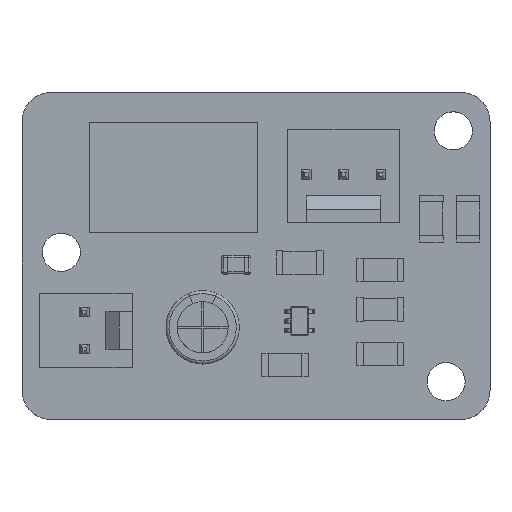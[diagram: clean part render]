
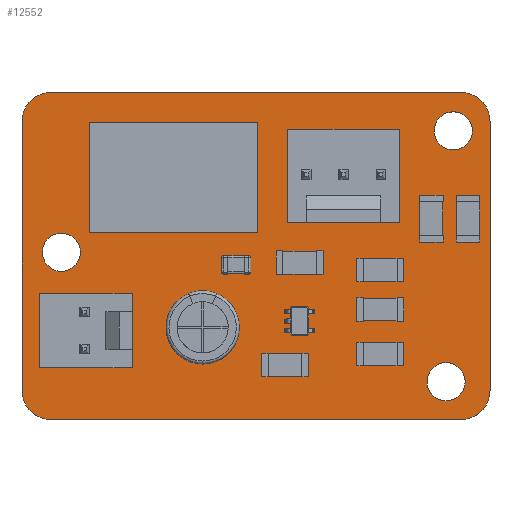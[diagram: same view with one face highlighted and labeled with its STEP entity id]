
A CAD part, top view. The second image highlights one B-rep face of the part: STEP entity #12552.
In plain terms, the highlighted planar face has unit normal (0, 0, 1).
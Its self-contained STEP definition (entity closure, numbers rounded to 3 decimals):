
#12260 = VERTEX_POINT('',#12261);
#12261 = CARTESIAN_POINT('',(93.,-39.37,1.6));
#12267 = EDGE_CURVE('',#12260,#12268,#12270,.T.);
#12268 = VERTEX_POINT('',#12269);
#12269 = CARTESIAN_POINT('',(95.,-41.37,1.6));
#12270 = CIRCLE('',#12271,2.);
#12271 = AXIS2_PLACEMENT_3D('',#12272,#12273,#12274);
#12272 = CARTESIAN_POINT('',(93.,-41.37,1.6));
#12273 = DIRECTION('',(0.,0.,-1.));
#12274 = DIRECTION('',(0.,1.,0.));
#12302 = VERTEX_POINT('',#12303);
#12303 = CARTESIAN_POINT('',(65.043,-39.37,1.6));
#12309 = EDGE_CURVE('',#12302,#12260,#12310,.T.);
#12310 = LINE('',#12311,#12312);
#12311 = CARTESIAN_POINT('',(65.043,-39.37,1.6));
#12312 = VECTOR('',#12313,1.);
#12313 = DIRECTION('',(1.,0.,0.));
#12331 = EDGE_CURVE('',#12268,#12332,#12334,.T.);
#12332 = VERTEX_POINT('',#12333);
#12333 = CARTESIAN_POINT('',(95.,-59.722,1.6));
#12334 = LINE('',#12335,#12336);
#12335 = CARTESIAN_POINT('',(95.,-41.37,1.6));
#12336 = VECTOR('',#12337,1.);
#12337 = DIRECTION('',(0.,-1.,0.));
#12552 = ADVANCED_FACE('',(#12553,#12599,#12610,#12621,#12632,#12643,
    #12654,#12665,#12676,#12687,#12698,#12709,#12720,#12731),#12742,.F.
  );
#12553 = FACE_BOUND('',#12554,.F.);
#12554 = EDGE_LOOP('',(#12555,#12556,#12557,#12566,#12574,#12583,#12591,
    #12598));
#12555 = ORIENTED_EDGE('',*,*,#12267,.T.);
#12556 = ORIENTED_EDGE('',*,*,#12331,.T.);
#12557 = ORIENTED_EDGE('',*,*,#12558,.T.);
#12558 = EDGE_CURVE('',#12332,#12559,#12561,.T.);
#12559 = VERTEX_POINT('',#12560);
#12560 = CARTESIAN_POINT('',(93.,-61.722,1.6));
#12561 = CIRCLE('',#12562,2.);
#12562 = AXIS2_PLACEMENT_3D('',#12563,#12564,#12565);
#12563 = CARTESIAN_POINT('',(93.,-59.722,1.6));
#12564 = DIRECTION('',(0.,0.,-1.));
#12565 = DIRECTION('',(1.,0.,0.));
#12566 = ORIENTED_EDGE('',*,*,#12567,.T.);
#12567 = EDGE_CURVE('',#12559,#12568,#12570,.T.);
#12568 = VERTEX_POINT('',#12569);
#12569 = CARTESIAN_POINT('',(65.043,-61.722,1.6));
#12570 = LINE('',#12571,#12572);
#12571 = CARTESIAN_POINT('',(93.,-61.722,1.6));
#12572 = VECTOR('',#12573,1.);
#12573 = DIRECTION('',(-1.,0.,0.));
#12574 = ORIENTED_EDGE('',*,*,#12575,.T.);
#12575 = EDGE_CURVE('',#12568,#12576,#12578,.T.);
#12576 = VERTEX_POINT('',#12577);
#12577 = CARTESIAN_POINT('',(63.043,-59.722,1.6));
#12578 = CIRCLE('',#12579,2.);
#12579 = AXIS2_PLACEMENT_3D('',#12580,#12581,#12582);
#12580 = CARTESIAN_POINT('',(65.043,-59.722,1.6));
#12581 = DIRECTION('',(0.,0.,-1.));
#12582 = DIRECTION('',(0.,-1.,0.));
#12583 = ORIENTED_EDGE('',*,*,#12584,.T.);
#12584 = EDGE_CURVE('',#12576,#12585,#12587,.T.);
#12585 = VERTEX_POINT('',#12586);
#12586 = CARTESIAN_POINT('',(63.043,-41.37,1.6));
#12587 = LINE('',#12588,#12589);
#12588 = CARTESIAN_POINT('',(63.043,-59.722,1.6));
#12589 = VECTOR('',#12590,1.);
#12590 = DIRECTION('',(0.,1.,0.));
#12591 = ORIENTED_EDGE('',*,*,#12592,.T.);
#12592 = EDGE_CURVE('',#12585,#12302,#12593,.T.);
#12593 = CIRCLE('',#12594,2.);
#12594 = AXIS2_PLACEMENT_3D('',#12595,#12596,#12597);
#12595 = CARTESIAN_POINT('',(65.043,-41.37,1.6));
#12596 = DIRECTION('',(0.,0.,-1.));
#12597 = DIRECTION('',(-1.,0.,-0.));
#12598 = ORIENTED_EDGE('',*,*,#12309,.T.);
#12599 = FACE_BOUND('',#12600,.F.);
#12600 = EDGE_LOOP('',(#12601));
#12601 = ORIENTED_EDGE('',*,*,#12602,.F.);
#12602 = EDGE_CURVE('',#12603,#12603,#12605,.T.);
#12603 = VERTEX_POINT('',#12604);
#12604 = CARTESIAN_POINT('',(92.,-60.431,1.6));
#12605 = CIRCLE('',#12606,1.3);
#12606 = AXIS2_PLACEMENT_3D('',#12607,#12608,#12609);
#12607 = CARTESIAN_POINT('',(92.,-59.131,1.6));
#12608 = DIRECTION('',(-0.,0.,-1.));
#12609 = DIRECTION('',(-0.,-1.,0.));
#12610 = FACE_BOUND('',#12611,.F.);
#12611 = EDGE_LOOP('',(#12612));
#12612 = ORIENTED_EDGE('',*,*,#12613,.F.);
#12613 = EDGE_CURVE('',#12614,#12614,#12616,.T.);
#12614 = VERTEX_POINT('',#12615);
#12615 = CARTESIAN_POINT('',(75.377,-56.827,1.6));
#12616 = CIRCLE('',#12617,0.4);
#12617 = AXIS2_PLACEMENT_3D('',#12618,#12619,#12620);
#12618 = CARTESIAN_POINT('',(75.377,-56.427,1.6));
#12619 = DIRECTION('',(-0.,0.,-1.));
#12620 = DIRECTION('',(-0.,-1.,0.));
#12621 = FACE_BOUND('',#12622,.F.);
#12622 = EDGE_LOOP('',(#12623));
#12623 = ORIENTED_EDGE('',*,*,#12624,.F.);
#12624 = EDGE_CURVE('',#12625,#12625,#12627,.T.);
#12625 = VERTEX_POINT('',#12626);
#12626 = CARTESIAN_POINT('',(67.317,-57.45,1.6));
#12627 = CIRCLE('',#12628,0.51);
#12628 = AXIS2_PLACEMENT_3D('',#12629,#12630,#12631);
#12629 = CARTESIAN_POINT('',(67.317,-56.94,1.6));
#12630 = DIRECTION('',(-0.,0.,-1.));
#12631 = DIRECTION('',(0.,-1.,-0.));
#12632 = FACE_BOUND('',#12633,.F.);
#12633 = EDGE_LOOP('',(#12634));
#12634 = ORIENTED_EDGE('',*,*,#12635,.F.);
#12635 = EDGE_CURVE('',#12636,#12636,#12638,.T.);
#12636 = VERTEX_POINT('',#12637);
#12637 = CARTESIAN_POINT('',(75.377,-54.827,1.6));
#12638 = CIRCLE('',#12639,0.4);
#12639 = AXIS2_PLACEMENT_3D('',#12640,#12641,#12642);
#12640 = CARTESIAN_POINT('',(75.377,-54.427,1.6));
#12641 = DIRECTION('',(-0.,0.,-1.));
#12642 = DIRECTION('',(-0.,-1.,0.));
#12643 = FACE_BOUND('',#12644,.F.);
#12644 = EDGE_LOOP('',(#12645));
#12645 = ORIENTED_EDGE('',*,*,#12646,.F.);
#12646 = EDGE_CURVE('',#12647,#12647,#12649,.T.);
#12647 = VERTEX_POINT('',#12648);
#12648 = CARTESIAN_POINT('',(67.317,-54.91,1.6));
#12649 = CIRCLE('',#12650,0.51);
#12650 = AXIS2_PLACEMENT_3D('',#12651,#12652,#12653);
#12651 = CARTESIAN_POINT('',(67.317,-54.4,1.6));
#12652 = DIRECTION('',(-0.,0.,-1.));
#12653 = DIRECTION('',(0.,-1.,-0.));
#12654 = FACE_BOUND('',#12655,.F.);
#12655 = EDGE_LOOP('',(#12656));
#12656 = ORIENTED_EDGE('',*,*,#12657,.F.);
#12657 = EDGE_CURVE('',#12658,#12658,#12660,.T.);
#12658 = VERTEX_POINT('',#12659);
#12659 = CARTESIAN_POINT('',(87.54,-45.535,1.6));
#12660 = CIRCLE('',#12661,0.535);
#12661 = AXIS2_PLACEMENT_3D('',#12662,#12663,#12664);
#12662 = CARTESIAN_POINT('',(87.54,-45.,1.6));
#12663 = DIRECTION('',(-0.,0.,-1.));
#12664 = DIRECTION('',(0.,-1.,-0.));
#12665 = FACE_BOUND('',#12666,.F.);
#12666 = EDGE_LOOP('',(#12667));
#12667 = ORIENTED_EDGE('',*,*,#12668,.F.);
#12668 = EDGE_CURVE('',#12669,#12669,#12671,.T.);
#12669 = VERTEX_POINT('',#12670);
#12670 = CARTESIAN_POINT('',(92.5,-43.3,1.6));
#12671 = CIRCLE('',#12672,1.3);
#12672 = AXIS2_PLACEMENT_3D('',#12673,#12674,#12675);
#12673 = CARTESIAN_POINT('',(92.5,-42.,1.6));
#12674 = DIRECTION('',(-0.,0.,-1.));
#12675 = DIRECTION('',(-0.,-1.,0.));
#12676 = FACE_BOUND('',#12677,.F.);
#12677 = EDGE_LOOP('',(#12678));
#12678 = ORIENTED_EDGE('',*,*,#12679,.F.);
#12679 = EDGE_CURVE('',#12680,#12680,#12682,.T.);
#12680 = VERTEX_POINT('',#12681);
#12681 = CARTESIAN_POINT('',(85.,-45.535,1.6));
#12682 = CIRCLE('',#12683,0.535);
#12683 = AXIS2_PLACEMENT_3D('',#12684,#12685,#12686);
#12684 = CARTESIAN_POINT('',(85.,-45.,1.6));
#12685 = DIRECTION('',(-0.,0.,-1.));
#12686 = DIRECTION('',(-0.,-1.,0.));
#12687 = FACE_BOUND('',#12688,.F.);
#12688 = EDGE_LOOP('',(#12689));
#12689 = ORIENTED_EDGE('',*,*,#12690,.F.);
#12690 = EDGE_CURVE('',#12691,#12691,#12693,.T.);
#12691 = VERTEX_POINT('',#12692);
#12692 = CARTESIAN_POINT('',(82.46,-45.535,1.6));
#12693 = CIRCLE('',#12694,0.535);
#12694 = AXIS2_PLACEMENT_3D('',#12695,#12696,#12697);
#12695 = CARTESIAN_POINT('',(82.46,-45.,1.6));
#12696 = DIRECTION('',(-0.,0.,-1.));
#12697 = DIRECTION('',(0.,-1.,0.));
#12698 = FACE_BOUND('',#12699,.F.);
#12699 = EDGE_LOOP('',(#12700));
#12700 = ORIENTED_EDGE('',*,*,#12701,.F.);
#12701 = EDGE_CURVE('',#12702,#12702,#12704,.T.);
#12702 = VERTEX_POINT('',#12703);
#12703 = CARTESIAN_POINT('',(75.946,-47.206,1.6));
#12704 = CIRCLE('',#12705,0.47);
#12705 = AXIS2_PLACEMENT_3D('',#12706,#12707,#12708);
#12706 = CARTESIAN_POINT('',(75.946,-46.736,1.6));
#12707 = DIRECTION('',(-0.,0.,-1.));
#12708 = DIRECTION('',(-0.,-1.,0.));
#12709 = FACE_BOUND('',#12710,.F.);
#12710 = EDGE_LOOP('',(#12711));
#12711 = ORIENTED_EDGE('',*,*,#12712,.F.);
#12712 = EDGE_CURVE('',#12713,#12713,#12715,.T.);
#12713 = VERTEX_POINT('',#12714);
#12714 = CARTESIAN_POINT('',(73.406,-47.206,1.6));
#12715 = CIRCLE('',#12716,0.47);
#12716 = AXIS2_PLACEMENT_3D('',#12717,#12718,#12719);
#12717 = CARTESIAN_POINT('',(73.406,-46.736,1.6));
#12718 = DIRECTION('',(-0.,0.,-1.));
#12719 = DIRECTION('',(-0.,-1.,0.));
#12720 = FACE_BOUND('',#12721,.F.);
#12721 = EDGE_LOOP('',(#12722));
#12722 = ORIENTED_EDGE('',*,*,#12723,.F.);
#12723 = EDGE_CURVE('',#12724,#12724,#12726,.T.);
#12724 = VERTEX_POINT('',#12725);
#12725 = CARTESIAN_POINT('',(65.735,-51.592,1.6));
#12726 = CIRCLE('',#12727,1.3);
#12727 = AXIS2_PLACEMENT_3D('',#12728,#12729,#12730);
#12728 = CARTESIAN_POINT('',(65.735,-50.292,1.6));
#12729 = DIRECTION('',(-0.,0.,-1.));
#12730 = DIRECTION('',(0.,-1.,-0.));
#12731 = FACE_BOUND('',#12732,.F.);
#12732 = EDGE_LOOP('',(#12733));
#12733 = ORIENTED_EDGE('',*,*,#12734,.F.);
#12734 = EDGE_CURVE('',#12735,#12735,#12737,.T.);
#12735 = VERTEX_POINT('',#12736);
#12736 = CARTESIAN_POINT('',(70.866,-47.206,1.6));
#12737 = CIRCLE('',#12738,0.47);
#12738 = AXIS2_PLACEMENT_3D('',#12739,#12740,#12741);
#12739 = CARTESIAN_POINT('',(70.866,-46.736,1.6));
#12740 = DIRECTION('',(-0.,0.,-1.));
#12741 = DIRECTION('',(-0.,-1.,0.));
#12742 = PLANE('',#12743);
#12743 = AXIS2_PLACEMENT_3D('',#12744,#12745,#12746);
#12744 = CARTESIAN_POINT('',(79.021,-50.546,1.6));
#12745 = DIRECTION('',(-0.,-0.,-1.));
#12746 = DIRECTION('',(-1.,0.,0.));
